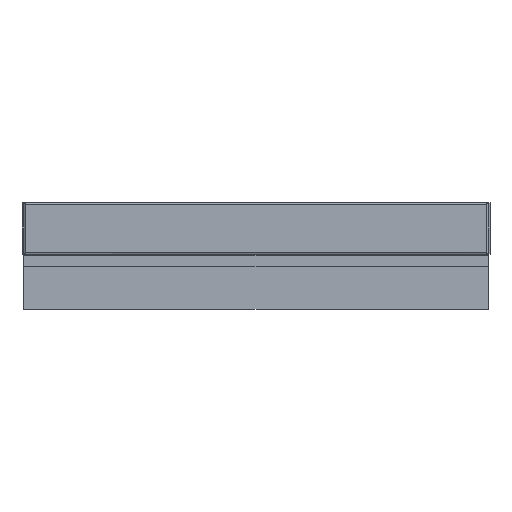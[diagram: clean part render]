
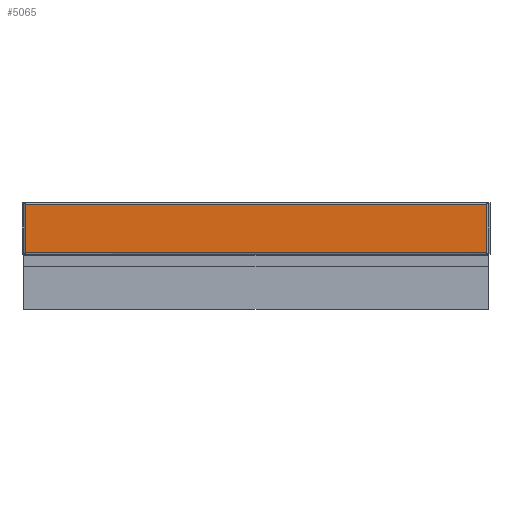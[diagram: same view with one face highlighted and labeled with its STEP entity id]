
A CAD part, top view. The second image highlights one B-rep face of the part: STEP entity #5065.
In plain terms, the highlighted planar face has unit normal (0, 0, 1).
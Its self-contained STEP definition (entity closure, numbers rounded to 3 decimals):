
#9 = DIRECTION ( 'NONE',  ( 1., 0., 0. ) ) ;
#198 = ORIENTED_EDGE ( 'NONE', *, *, #558, .T. ) ;
#459 = CARTESIAN_POINT ( 'NONE',  ( -373.5, -39.5, 0. ) ) ;
#558 = EDGE_CURVE ( 'NONE', #2448, #564, #1911, .T. ) ;
#564 = VERTEX_POINT ( 'NONE', #459 ) ;
#1068 = EDGE_CURVE ( 'NONE', #564, #5781, #3608, .T. ) ;
#1231 = CARTESIAN_POINT ( 'NONE',  ( 0., 0., 0. ) ) ;
#1399 = VECTOR ( 'NONE', #2444, 1000. ) ;
#1588 = CARTESIAN_POINT ( 'NONE',  ( 373.5, 39.5, 0. ) ) ;
#1795 = CARTESIAN_POINT ( 'NONE',  ( -373.5, 39.5, 0. ) ) ;
#1847 = VECTOR ( 'NONE', #1955, 1000. ) ;
#1911 = LINE ( 'NONE', #3645, #2026 ) ;
#1955 = DIRECTION ( 'NONE',  ( 1., 0., 0. ) ) ;
#2026 = VECTOR ( 'NONE', #5376, 1000. ) ;
#2444 = DIRECTION ( 'NONE',  ( 0., 1., 0. ) ) ;
#2448 = VERTEX_POINT ( 'NONE', #1795 ) ;
#2660 = VERTEX_POINT ( 'NONE', #1588 ) ;
#2756 = ORIENTED_EDGE ( 'NONE', *, *, #1068, .T. ) ;
#2913 = EDGE_CURVE ( 'NONE', #5781, #2660, #5594, .T. ) ;
#3010 = DIRECTION ( 'NONE',  ( 0., 0., 1. ) ) ;
#3439 = PLANE ( 'NONE',  #4787 ) ;
#3608 = LINE ( 'NONE', #4905, #1847 ) ;
#3645 = CARTESIAN_POINT ( 'NONE',  ( -373.5, 40.093, 0. ) ) ;
#3646 = CARTESIAN_POINT ( 'NONE',  ( 374.093, 39.5, 0. ) ) ;
#3712 = VECTOR ( 'NONE', #4539, 1000. ) ;
#3925 = ORIENTED_EDGE ( 'NONE', *, *, #2913, .T. ) ;
#4150 = CARTESIAN_POINT ( 'NONE',  ( 373.5, -39.5, 0. ) ) ;
#4267 = EDGE_LOOP ( 'NONE', ( #5552, #198, #2756, #3925 ) ) ;
#4539 = DIRECTION ( 'NONE',  ( -1., 0., 0. ) ) ;
#4722 = CARTESIAN_POINT ( 'NONE',  ( 373.5, -40.093, 0. ) ) ;
#4787 = AXIS2_PLACEMENT_3D ( 'NONE', #1231, #3010, #9 ) ;
#4865 = FACE_OUTER_BOUND ( 'NONE', #4267, .T. ) ;
#4905 = CARTESIAN_POINT ( 'NONE',  ( -374.093, -39.5, 0. ) ) ;
#5065 = ADVANCED_FACE ( 'NONE', ( #4865 ), #3439, .T. ) ;
#5376 = DIRECTION ( 'NONE',  ( 0., -1., 0. ) ) ;
#5392 = EDGE_CURVE ( 'NONE', #2660, #2448, #5468, .T. ) ;
#5468 = LINE ( 'NONE', #3646, #3712 ) ;
#5552 = ORIENTED_EDGE ( 'NONE', *, *, #5392, .T. ) ;
#5594 = LINE ( 'NONE', #4722, #1399 ) ;
#5781 = VERTEX_POINT ( 'NONE', #4150 ) ;
